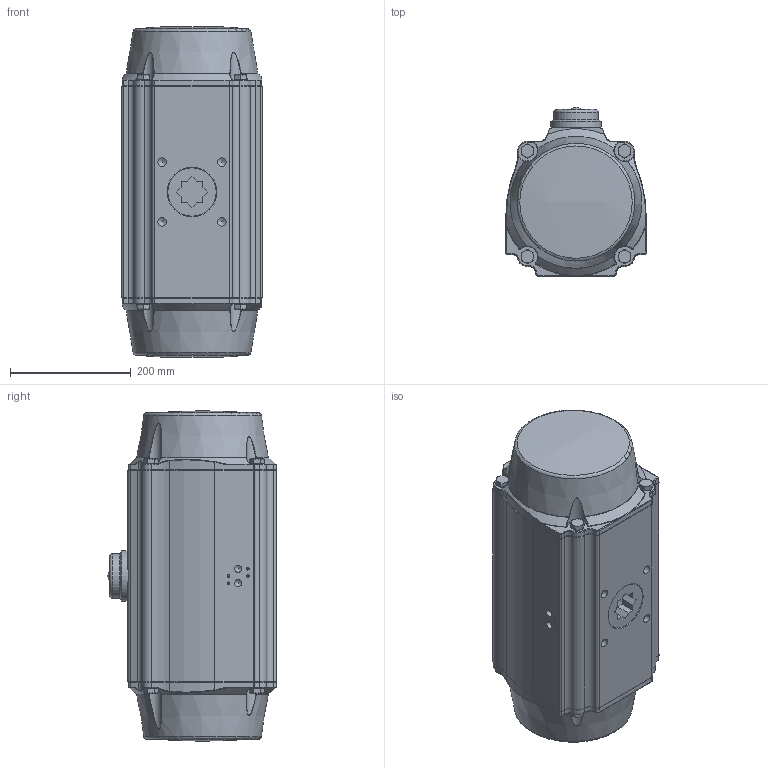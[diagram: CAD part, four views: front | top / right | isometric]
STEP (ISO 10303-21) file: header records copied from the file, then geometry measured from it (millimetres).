
FILE_DESCRIPTION(/* description */ ('Unknown'),/* implementation_level */ '2;1');
FILE_NAME(/* name */ 'DW09_FR08',/* time_stamp */ '2022-08-11T11:42:05+02:00',/* author */ ('Unknown'),/* organization */ ('Unknown'),/* preprocessor_version */ 'ST-DEVELOPER v16.7',/* originating_system */ 'Solid Edge',/* authorisation */ 'Unknown');
FILE_SCHEMA (('AP242_MANAGED_MODEL_BASED_3D_ENGINEERING_MIM_LF { 1 0 10303 442 1 1 4 }','AUTOMOTIVE_DESIGN {1 0 10303 214 3 1 1}'));
Length unit declared in the file: millimetre
Products named in the file (5): DW09_FR08_(DW1277_FR936); KP-200; hexagon head bolts--product grade c gb_GB_FASTENER_BOLT_HHBC M14X60-N; cup head nib bolts with large head gb_GB_FASTENER_BOLT_CHNBW M6X25-N; __________
Assembly tree (11 placements, depth 2):
  DW09_FR08_(DW1277_FR936)
    KP-200
    hexagon head bolts--product grade c gb_GB_FASTENER_BOLT_HHBC M14X60-N  x8
    cup head nib bolts with large head gb_GB_FASTENER_BOLT_CHNBW M6X25-N
    __________
Bounding box: 232 x 279.9 x 547.1 mm (x, y, z)
Volume: 24128211.9 mm3; surface area: 592000.4 mm2
Topology: 11 solids, 11 shells, 650 faces, 1457 edges, 851 vertices
Faces by surface type: plane 197, cone 141, cylinder 134, bspline 108, torus 67, sphere 3
Full cylindrical faces by diameter (mm): 4.2 x12, 4.66 x1, 5 x1, 6 x1, 6.2 x1, 11.8 x2, 12 x8, 14 x12, 51.8 x1, 56.5 x1, 58.7 x1, 69 x1, 74 x1, 75 x1, 78 x1, 83 x1
Entity records: 20692 total; most frequent: CARTESIAN_POINT 10012, DIRECTION 2145, ORIENTED_EDGE 2128, EDGE_CURVE 1064, AXIS2_PLACEMENT_3D 898, VERTEX_POINT 670, FACE_BOUND 634, EDGE_LOOP 611
